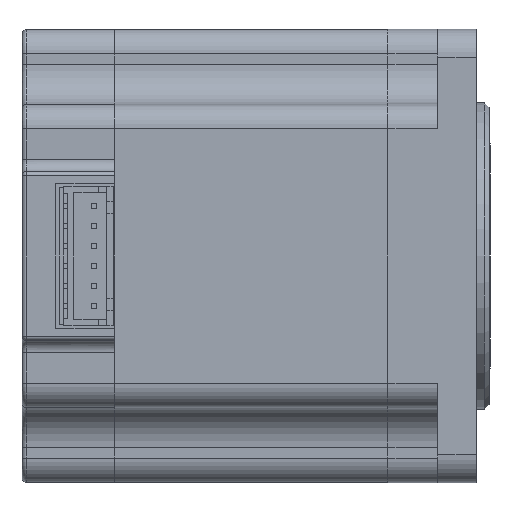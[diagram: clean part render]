
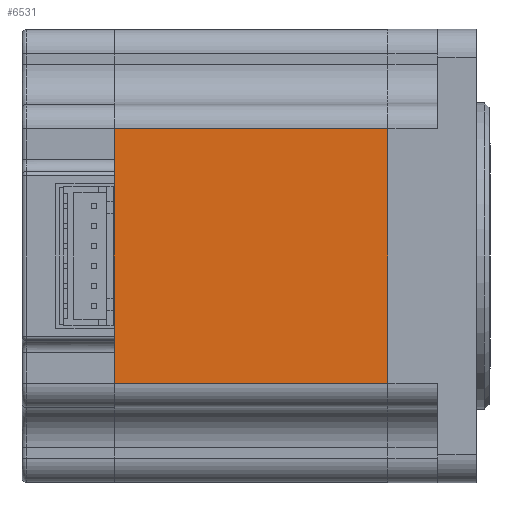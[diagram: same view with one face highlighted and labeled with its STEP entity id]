
A CAD part, front view. The second image highlights one B-rep face of the part: STEP entity #6531.
In plain terms, the highlighted planar face has unit normal (0, -1, 0).
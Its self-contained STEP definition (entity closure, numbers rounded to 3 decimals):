
#157 = ORIENTED_EDGE ( 'NONE', *, *, #14384, .F. ) ;
#288 = DIRECTION ( 'NONE',  ( 0., 0., -1. ) ) ;
#364 = EDGE_CURVE ( 'NONE', #5225, #13611, #9138, .T. ) ;
#888 = EDGE_CURVE ( 'NONE', #2211, #3994, #1687, .T. ) ;
#890 = ORIENTED_EDGE ( 'NONE', *, *, #15214, .T. ) ;
#1099 = VERTEX_POINT ( 'NONE', #11456 ) ;
#1138 = VECTOR ( 'NONE', #9561, 1000. ) ;
#1445 = ORIENTED_EDGE ( 'NONE', *, *, #364, .T. ) ;
#1504 = EDGE_CURVE ( 'NONE', #6346, #3994, #10792, .T. ) ;
#1683 = CARTESIAN_POINT ( 'NONE',  ( 11.5, 4.89, -37.13 ) ) ;
#1687 = LINE ( 'NONE', #12180, #3461 ) ;
#1698 = EDGE_LOOP ( 'NONE', ( #7265, #12251, #890, #1445, #6488, #157, #15779, #6511 ) ) ;
#1813 = CARTESIAN_POINT ( 'NONE',  ( 45.5, 4.89, -43.96 ) ) ;
#2211 = VERTEX_POINT ( 'NONE', #8027 ) ;
#2644 = CARTESIAN_POINT ( 'NONE',  ( 11.5, 4.89, -12.3 ) ) ;
#2754 = DIRECTION ( 'NONE',  ( 0., -1., 0. ) ) ;
#2991 = VECTOR ( 'NONE', #288, 1000. ) ;
#3461 = VECTOR ( 'NONE', #9713, 1000. ) ;
#3994 = VERTEX_POINT ( 'NONE', #1813 ) ;
#4526 = AXIS2_PLACEMENT_3D ( 'NONE', #2644, #2754, #10012 ) ;
#4540 = CARTESIAN_POINT ( 'NONE',  ( 11.5, 4.89, -43.96 ) ) ;
#4855 = CARTESIAN_POINT ( 'NONE',  ( 11.5, 4.89, -37.13 ) ) ;
#5225 = VERTEX_POINT ( 'NONE', #12530 ) ;
#5559 = VECTOR ( 'NONE', #12094, 1000. ) ;
#5568 = DIRECTION ( 'NONE',  ( 0., 0., -1. ) ) ;
#5871 = CARTESIAN_POINT ( 'NONE',  ( 11.5, 4.89, -43.96 ) ) ;
#6346 = VERTEX_POINT ( 'NONE', #5871 ) ;
#6488 = ORIENTED_EDGE ( 'NONE', *, *, #10058, .T. ) ;
#6511 = ORIENTED_EDGE ( 'NONE', *, *, #888, .F. ) ;
#6512 = CARTESIAN_POINT ( 'NONE',  ( 11.5, 4.89, -16.514 ) ) ;
#6531 = ADVANCED_FACE ( 'NONE', ( #13185 ), #10114, .T. ) ;
#6872 = CARTESIAN_POINT ( 'NONE',  ( 11.5, 4.89, -16.514 ) ) ;
#7140 = DIRECTION ( 'NONE',  ( 0., 0., 1. ) ) ;
#7265 = ORIENTED_EDGE ( 'NONE', *, *, #12054, .F. ) ;
#7396 = LINE ( 'NONE', #14806, #1138 ) ;
#7730 = VERTEX_POINT ( 'NONE', #9446 ) ;
#8027 = CARTESIAN_POINT ( 'NONE',  ( 45.5, 4.89, -12.3 ) ) ;
#8350 = CARTESIAN_POINT ( 'NONE',  ( 11.5, 4.89, -16.514 ) ) ;
#9138 = LINE ( 'NONE', #9160, #16237 ) ;
#9160 = CARTESIAN_POINT ( 'NONE',  ( 11.5, 4.89, -19.13 ) ) ;
#9446 = CARTESIAN_POINT ( 'NONE',  ( 11.5, 4.89, -39.746 ) ) ;
#9507 = LINE ( 'NONE', #6872, #10473 ) ;
#9561 = DIRECTION ( 'NONE',  ( 0., 0., 1. ) ) ;
#9713 = DIRECTION ( 'NONE',  ( 0., 0., -1. ) ) ;
#9764 = LINE ( 'NONE', #4855, #14710 ) ;
#10012 = DIRECTION ( 'NONE',  ( 0., 0., -1. ) ) ;
#10058 = EDGE_CURVE ( 'NONE', #13611, #7730, #9764, .T. ) ;
#10114 = PLANE ( 'NONE',  #4526 ) ;
#10473 = VECTOR ( 'NONE', #7140, 1000. ) ;
#10792 = LINE ( 'NONE', #4540, #5559 ) ;
#11443 = CARTESIAN_POINT ( 'NONE',  ( 11.5, 4.89, -12.3 ) ) ;
#11456 = CARTESIAN_POINT ( 'NONE',  ( 11.5, 4.89, -12.3 ) ) ;
#11762 = VECTOR ( 'NONE', #13987, 1000. ) ;
#12054 = EDGE_CURVE ( 'NONE', #1099, #2211, #14337, .T. ) ;
#12094 = DIRECTION ( 'NONE',  ( 1., 0., 0. ) ) ;
#12180 = CARTESIAN_POINT ( 'NONE',  ( 45.5, 4.89, -12.3 ) ) ;
#12251 = ORIENTED_EDGE ( 'NONE', *, *, #14240, .F. ) ;
#12530 = CARTESIAN_POINT ( 'NONE',  ( 11.5, 4.89, -19.13 ) ) ;
#13185 = FACE_OUTER_BOUND ( 'NONE', #1698, .T. ) ;
#13459 = DIRECTION ( 'NONE',  ( 0., 0., -1. ) ) ;
#13611 = VERTEX_POINT ( 'NONE', #1683 ) ;
#13880 = LINE ( 'NONE', #6512, #2991 ) ;
#13987 = DIRECTION ( 'NONE',  ( 1., 0., 0. ) ) ;
#14172 = VERTEX_POINT ( 'NONE', #8350 ) ;
#14240 = EDGE_CURVE ( 'NONE', #14172, #1099, #9507, .T. ) ;
#14337 = LINE ( 'NONE', #11443, #11762 ) ;
#14384 = EDGE_CURVE ( 'NONE', #6346, #7730, #7396, .T. ) ;
#14710 = VECTOR ( 'NONE', #13459, 1000. ) ;
#14806 = CARTESIAN_POINT ( 'NONE',  ( 11.5, 4.89, -43.96 ) ) ;
#15214 = EDGE_CURVE ( 'NONE', #14172, #5225, #13880, .T. ) ;
#15779 = ORIENTED_EDGE ( 'NONE', *, *, #1504, .T. ) ;
#16237 = VECTOR ( 'NONE', #5568, 1000. ) ;
